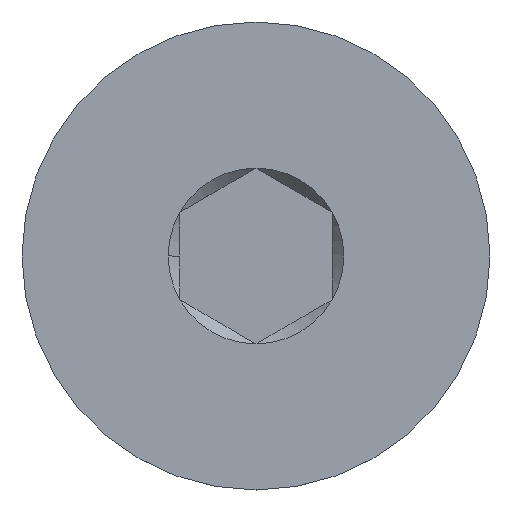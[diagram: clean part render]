
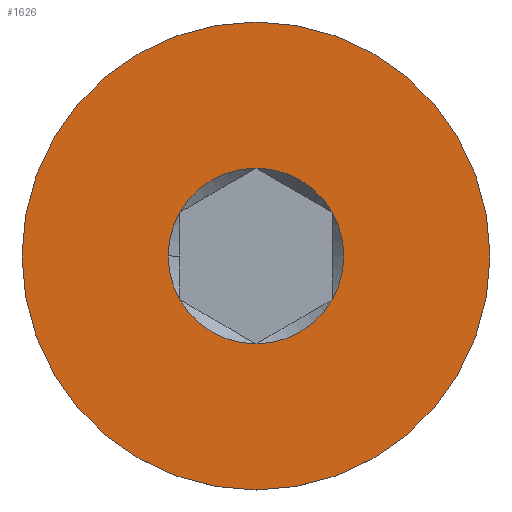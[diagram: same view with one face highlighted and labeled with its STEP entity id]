
A CAD part, top view. The second image highlights one B-rep face of the part: STEP entity #1626.
In plain terms, the highlighted planar face has unit normal (0, 0, 1).
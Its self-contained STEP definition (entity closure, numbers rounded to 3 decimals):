
#9 = EDGE_CURVE ( 'NONE', #749, #2221, #2972, .T. ) ;
#31 = EDGE_CURVE ( 'NONE', #1367, #1792, #2036, .T. ) ;
#58 = AXIS2_PLACEMENT_3D ( 'NONE', #2235, #738, #1489 ) ;
#129 = DIRECTION ( 'NONE',  ( 0., 0., 1. ) ) ;
#189 = CARTESIAN_POINT ( 'NONE',  ( -0.65, 0.375, 3. ) ) ;
#222 = CARTESIAN_POINT ( 'NONE',  ( 0., 0., 3. ) ) ;
#256 = AXIS2_PLACEMENT_3D ( 'NONE', #536, #1235, #772 ) ;
#325 = VERTEX_POINT ( 'NONE', #3136 ) ;
#367 = CIRCLE ( 'NONE', #1470, 2. ) ;
#407 = ORIENTED_EDGE ( 'NONE', *, *, #3169, .T. ) ;
#456 = DIRECTION ( 'NONE',  ( 0., 0., -1. ) ) ;
#459 = VERTEX_POINT ( 'NONE', #2024 ) ;
#492 = DIRECTION ( 'NONE',  ( 0., 0., -1. ) ) ;
#519 = DIRECTION ( 'NONE',  ( 0., 0., -1. ) ) ;
#536 = CARTESIAN_POINT ( 'NONE',  ( 0., 0., 3. ) ) ;
#580 = CARTESIAN_POINT ( 'NONE',  ( 0., 0., 3. ) ) ;
#606 = ORIENTED_EDGE ( 'NONE', *, *, #1993, .T. ) ;
#652 = CARTESIAN_POINT ( 'NONE',  ( -0.751, 0., 3. ) ) ;
#655 = AXIS2_PLACEMENT_3D ( 'NONE', #1349, #1893, #1624 ) ;
#668 = AXIS2_PLACEMENT_3D ( 'NONE', #2765, #3218, #2015 ) ;
#738 = DIRECTION ( 'NONE',  ( 0., 0., -1. ) ) ;
#749 = VERTEX_POINT ( 'NONE', #652 ) ;
#772 = DIRECTION ( 'NONE',  ( -1., 0., 0. ) ) ;
#778 = ORIENTED_EDGE ( 'NONE', *, *, #9, .T. ) ;
#848 = DIRECTION ( 'NONE',  ( 0., -1., 0. ) ) ;
#856 = AXIS2_PLACEMENT_3D ( 'NONE', #1978, #492, #968 ) ;
#913 = AXIS2_PLACEMENT_3D ( 'NONE', #2961, #519, #2487 ) ;
#963 = DIRECTION ( 'NONE',  ( -1., 0., 0. ) ) ;
#968 = DIRECTION ( 'NONE',  ( -1., 0., 0. ) ) ;
#979 = EDGE_CURVE ( 'NONE', #2378, #2528, #367, .T. ) ;
#1005 = AXIS2_PLACEMENT_3D ( 'NONE', #222, #456, #963 ) ;
#1159 = CIRCLE ( 'NONE', #2702, 2. ) ;
#1164 = ORIENTED_EDGE ( 'NONE', *, *, #979, .T. ) ;
#1235 = DIRECTION ( 'NONE',  ( 0., 0., -1. ) ) ;
#1349 = CARTESIAN_POINT ( 'NONE',  ( 0., 0., 3. ) ) ;
#1367 = VERTEX_POINT ( 'NONE', #2156 ) ;
#1402 = CIRCLE ( 'NONE', #655, 0.751 ) ;
#1417 = CARTESIAN_POINT ( 'NONE',  ( 0., 2., 3. ) ) ;
#1470 = AXIS2_PLACEMENT_3D ( 'NONE', #580, #2770, #2525 ) ;
#1489 = DIRECTION ( 'NONE',  ( 0., 1., 0. ) ) ;
#1531 = VERTEX_POINT ( 'NONE', #2672 ) ;
#1624 = DIRECTION ( 'NONE',  ( -1., 0., 0. ) ) ;
#1626 = ADVANCED_FACE ( 'NONE', ( #2245, #2681 ), #1734, .F. ) ;
#1695 = EDGE_CURVE ( 'NONE', #1792, #1531, #2643, .T. ) ;
#1734 = PLANE ( 'NONE',  #58 ) ;
#1748 = ORIENTED_EDGE ( 'NONE', *, *, #3011, .T. ) ;
#1792 = VERTEX_POINT ( 'NONE', #2081 ) ;
#1845 = CARTESIAN_POINT ( 'NONE',  ( 0., 0., 3. ) ) ;
#1864 = EDGE_CURVE ( 'NONE', #2528, #2378, #1159, .T. ) ;
#1893 = DIRECTION ( 'NONE',  ( 0., 0., -1. ) ) ;
#1947 = CARTESIAN_POINT ( 'NONE',  ( 0., -2., 3. ) ) ;
#1978 = CARTESIAN_POINT ( 'NONE',  ( 0., 0., 3. ) ) ;
#1993 = EDGE_CURVE ( 'NONE', #2221, #325, #1402, .T. ) ;
#2015 = DIRECTION ( 'NONE',  ( -1., 0., 0. ) ) ;
#2024 = CARTESIAN_POINT ( 'NONE',  ( 0.65, 0.375, 3. ) ) ;
#2036 = CIRCLE ( 'NONE', #856, 0.751 ) ;
#2071 = ORIENTED_EDGE ( 'NONE', *, *, #2837, .T. ) ;
#2081 = CARTESIAN_POINT ( 'NONE',  ( 0., -0.751, 3. ) ) ;
#2144 = CARTESIAN_POINT ( 'NONE',  ( 0., 0., 3. ) ) ;
#2156 = CARTESIAN_POINT ( 'NONE',  ( 0.65, -0.375, 3. ) ) ;
#2172 = AXIS2_PLACEMENT_3D ( 'NONE', #2144, #2888, #2899 ) ;
#2216 = ORIENTED_EDGE ( 'NONE', *, *, #31, .T. ) ;
#2221 = VERTEX_POINT ( 'NONE', #189 ) ;
#2235 = CARTESIAN_POINT ( 'NONE',  ( 0., 0., 3. ) ) ;
#2245 = FACE_OUTER_BOUND ( 'NONE', #3010, .T. ) ;
#2256 = EDGE_LOOP ( 'NONE', ( #606, #407, #1748, #2216, #2457, #2071, #778 ) ) ;
#2378 = VERTEX_POINT ( 'NONE', #1947 ) ;
#2457 = ORIENTED_EDGE ( 'NONE', *, *, #1695, .T. ) ;
#2487 = DIRECTION ( 'NONE',  ( -1., 0., 0. ) ) ;
#2517 = CIRCLE ( 'NONE', #1005, 0.751 ) ;
#2525 = DIRECTION ( 'NONE',  ( 0., -1., 0. ) ) ;
#2528 = VERTEX_POINT ( 'NONE', #1417 ) ;
#2575 = ORIENTED_EDGE ( 'NONE', *, *, #1864, .T. ) ;
#2643 = CIRCLE ( 'NONE', #668, 0.751 ) ;
#2672 = CARTESIAN_POINT ( 'NONE',  ( -0.65, -0.375, 3. ) ) ;
#2681 = FACE_BOUND ( 'NONE', #2256, .T. ) ;
#2702 = AXIS2_PLACEMENT_3D ( 'NONE', #1845, #129, #848 ) ;
#2755 = CIRCLE ( 'NONE', #256, 0.751 ) ;
#2765 = CARTESIAN_POINT ( 'NONE',  ( 0., 0., 3. ) ) ;
#2770 = DIRECTION ( 'NONE',  ( 0., 0., 1. ) ) ;
#2837 = EDGE_CURVE ( 'NONE', #1531, #749, #3144, .T. ) ;
#2888 = DIRECTION ( 'NONE',  ( 0., 0., -1. ) ) ;
#2899 = DIRECTION ( 'NONE',  ( -1., 0., 0. ) ) ;
#2961 = CARTESIAN_POINT ( 'NONE',  ( 0., 0., 3. ) ) ;
#2972 = CIRCLE ( 'NONE', #913, 0.751 ) ;
#3010 = EDGE_LOOP ( 'NONE', ( #1164, #2575 ) ) ;
#3011 = EDGE_CURVE ( 'NONE', #459, #1367, #2517, .T. ) ;
#3136 = CARTESIAN_POINT ( 'NONE',  ( 0., 0.751, 3. ) ) ;
#3144 = CIRCLE ( 'NONE', #2172, 0.751 ) ;
#3169 = EDGE_CURVE ( 'NONE', #325, #459, #2755, .T. ) ;
#3218 = DIRECTION ( 'NONE',  ( 0., 0., -1. ) ) ;
